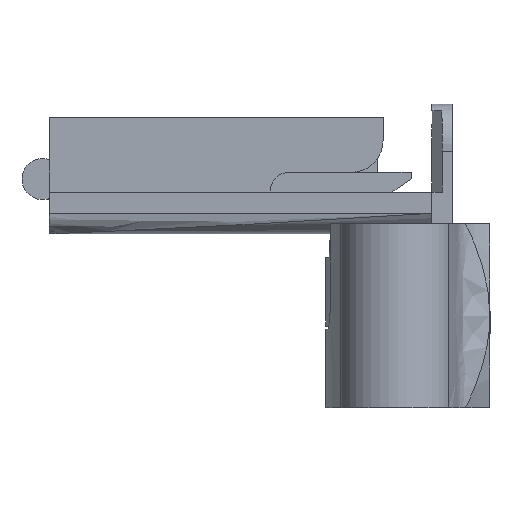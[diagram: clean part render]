
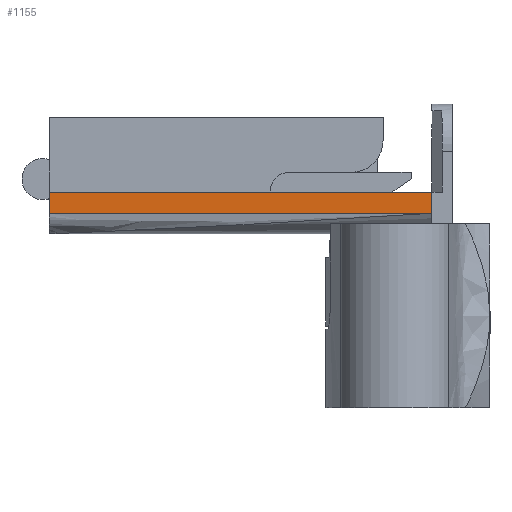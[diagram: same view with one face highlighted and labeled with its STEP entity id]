
A CAD part, left-side view. The second image highlights one B-rep face of the part: STEP entity #1155.
In plain terms, the highlighted face is planar.
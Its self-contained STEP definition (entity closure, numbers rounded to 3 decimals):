
#67 = PLANE('',#68);
#68 = AXIS2_PLACEMENT_3D('',#69,#70,#71);
#69 = CARTESIAN_POINT('',(0.,3.,0.));
#70 = DIRECTION('',(0.,0.,1.));
#71 = DIRECTION('',(1.,0.,0.));
#106 = PLANE('',#107);
#107 = AXIS2_PLACEMENT_3D('',#108,#109,#110);
#108 = CARTESIAN_POINT('',(-2.822,11.9,-5.102));
#109 = DIRECTION('',(0.,-1.,0.));
#110 = DIRECTION('',(-0.035,0.,
    0.999));
#280 = VERTEX_POINT('',#281);
#281 = CARTESIAN_POINT('',(37.,11.9,0.));
#300 = EDGE_CURVE('',#280,#301,#303,.T.);
#301 = VERTEX_POINT('',#302);
#302 = CARTESIAN_POINT('',(37.,15.,0.));
#303 = SURFACE_CURVE('',#304,(#308,#315),.PCURVE_S1.);
#304 = LINE('',#305,#306);
#305 = CARTESIAN_POINT('',(37.,3.,0.));
#306 = VECTOR('',#307,1.);
#307 = DIRECTION('',(0.,1.,0.));
#308 = PCURVE('',#67,#309);
#309 = DEFINITIONAL_REPRESENTATION('',(#310),#314);
#310 = LINE('',#311,#312);
#311 = CARTESIAN_POINT('',(37.,0.));
#312 = VECTOR('',#313,1.);
#313 = DIRECTION('',(0.,1.));
#314 = ( GEOMETRIC_REPRESENTATION_CONTEXT(2) 
PARAMETRIC_REPRESENTATION_CONTEXT() REPRESENTATION_CONTEXT('2D SPACE',''
  ) );
#315 = PCURVE('',#316,#321);
#316 = PLANE('',#317);
#317 = AXIS2_PLACEMENT_3D('',#318,#319,#320);
#318 = CARTESIAN_POINT('',(37.,3.,0.));
#319 = DIRECTION('',(0.999,0.,
    -0.035));
#320 = DIRECTION('',(-0.035,0.,
    -0.999));
#321 = DEFINITIONAL_REPRESENTATION('',(#322),#326);
#322 = LINE('',#323,#324);
#323 = CARTESIAN_POINT('',(0.,0.));
#324 = VECTOR('',#325,1.);
#325 = DIRECTION('',(0.,1.));
#326 = ( GEOMETRIC_REPRESENTATION_CONTEXT(2) 
PARAMETRIC_REPRESENTATION_CONTEXT() REPRESENTATION_CONTEXT('2D SPACE',''
  ) );
#345 = CONICAL_SURFACE('',#346,3.,0.035);
#346 = AXIS2_PLACEMENT_3D('',#347,#348,#349);
#347 = CARTESIAN_POINT('',(34.,15.,0.));
#348 = DIRECTION('',(0.,0.,1.));
#349 = DIRECTION('',(1.,0.,0.));
#982 = VERTEX_POINT('',#983);
#983 = CARTESIAN_POINT('',(38.956,15.,56.));
#1113 = EDGE_CURVE('',#301,#982,#1114,.T.);
#1114 = SURFACE_CURVE('',#1115,(#1119,#1148),.PCURVE_S1.);
#1115 = LINE('',#1116,#1117);
#1116 = CARTESIAN_POINT('',(37.,15.,0.));
#1117 = VECTOR('',#1118,1.);
#1118 = DIRECTION('',(0.035,0.,
    0.999));
#1119 = PCURVE('',#345,#1120);
#1120 = DEFINITIONAL_REPRESENTATION('',(#1121),#1147);
#1121 = B_SPLINE_CURVE_WITH_KNOTS('',3,(#1122,#1123,#1124,#1125,#1126,
    #1127,#1128,#1129,#1130,#1131,#1132,#1133,#1134,#1135,#1136,#1137,
    #1138,#1139,#1140,#1141,#1142,#1143,#1144,#1145,#1146),
  .UNSPECIFIED.,.F.,.F.,(4,1,1,1,1,1,1,1,1,1,1,1,1,1,1,1,1,1,1,1,1,1,4),
  (0.,2.547,5.094,7.641,
    10.188,12.735,15.282,17.829,
    20.376,22.923,25.47,28.017,
    30.564,33.111,35.658,38.205,
    40.752,43.299,45.846,48.393,
    50.94,53.487,56.034),
  .QUASI_UNIFORM_KNOTS.);
#1122 = CARTESIAN_POINT('',(0.,0.));
#1123 = CARTESIAN_POINT('',(0.,0.848));
#1124 = CARTESIAN_POINT('',(0.,2.545));
#1125 = CARTESIAN_POINT('',(0.,5.091));
#1126 = CARTESIAN_POINT('',(0.,7.636));
#1127 = CARTESIAN_POINT('',(0.,10.182));
#1128 = CARTESIAN_POINT('',(0.,12.727));
#1129 = CARTESIAN_POINT('',(0.,15.273));
#1130 = CARTESIAN_POINT('',(0.,17.818));
#1131 = CARTESIAN_POINT('',(0.,20.364));
#1132 = CARTESIAN_POINT('',(0.,22.909));
#1133 = CARTESIAN_POINT('',(0.,25.455));
#1134 = CARTESIAN_POINT('',(0.,28.));
#1135 = CARTESIAN_POINT('',(0.,30.545));
#1136 = CARTESIAN_POINT('',(0.,33.091));
#1137 = CARTESIAN_POINT('',(0.,35.636));
#1138 = CARTESIAN_POINT('',(0.,38.182));
#1139 = CARTESIAN_POINT('',(0.,40.727));
#1140 = CARTESIAN_POINT('',(0.,43.273));
#1141 = CARTESIAN_POINT('',(0.,45.818));
#1142 = CARTESIAN_POINT('',(0.,48.364));
#1143 = CARTESIAN_POINT('',(0.,50.909));
#1144 = CARTESIAN_POINT('',(0.,53.455));
#1145 = CARTESIAN_POINT('',(0.,55.152));
#1146 = CARTESIAN_POINT('',(0.,56.));
#1147 = ( GEOMETRIC_REPRESENTATION_CONTEXT(2) 
PARAMETRIC_REPRESENTATION_CONTEXT() REPRESENTATION_CONTEXT('2D SPACE',''
  ) );
#1148 = PCURVE('',#316,#1149);
#1149 = DEFINITIONAL_REPRESENTATION('',(#1150),#1154);
#1150 = LINE('',#1151,#1152);
#1151 = CARTESIAN_POINT('',(0.,12.));
#1152 = VECTOR('',#1153,1.);
#1153 = DIRECTION('',(-1.,0.));
#1154 = ( GEOMETRIC_REPRESENTATION_CONTEXT(2) 
PARAMETRIC_REPRESENTATION_CONTEXT() REPRESENTATION_CONTEXT('2D SPACE',''
  ) );
#1155 = ADVANCED_FACE('',(#1156),#316,.T.);
#1156 = FACE_BOUND('',#1157,.T.);
#1157 = EDGE_LOOP('',(#1158,#1179,#1180,#1181));
#1158 = ORIENTED_EDGE('',*,*,#1159,.T.);
#1159 = EDGE_CURVE('',#1160,#280,#1162,.T.);
#1160 = VERTEX_POINT('',#1161);
#1161 = CARTESIAN_POINT('',(38.956,11.9,56.));
#1162 = SURFACE_CURVE('',#1163,(#1167,#1173),.PCURVE_S1.);
#1163 = LINE('',#1164,#1165);
#1164 = CARTESIAN_POINT('',(36.887,11.9,-3.242));
#1165 = VECTOR('',#1166,1.);
#1166 = DIRECTION('',(-0.035,0.,
    -0.999));
#1167 = PCURVE('',#316,#1168);
#1168 = DEFINITIONAL_REPRESENTATION('',(#1169),#1172);
#1169 = B_SPLINE_CURVE_WITH_KNOTS('',1,(#1170,#1171),.UNSPECIFIED.,.F.,
  .F.,(2,2),(-64.882,2.359),.PIECEWISE_BEZIER_KNOTS.);
#1170 = CARTESIAN_POINT('',(-61.638,8.9));
#1171 = CARTESIAN_POINT('',(5.603,8.9));
#1172 = ( GEOMETRIC_REPRESENTATION_CONTEXT(2) 
PARAMETRIC_REPRESENTATION_CONTEXT() REPRESENTATION_CONTEXT('2D SPACE',''
  ) );
#1173 = PCURVE('',#106,#1174);
#1174 = DEFINITIONAL_REPRESENTATION('',(#1175),#1178);
#1175 = B_SPLINE_CURVE_WITH_KNOTS('',1,(#1176,#1177),.UNSPECIFIED.,.F.,
  .F.,(2,2),(-64.882,2.359),.PIECEWISE_BEZIER_KNOTS.);
#1176 = CARTESIAN_POINT('',(65.196,-44.275));
#1177 = CARTESIAN_POINT('',(-1.881,-39.585));
#1178 = ( GEOMETRIC_REPRESENTATION_CONTEXT(2) 
PARAMETRIC_REPRESENTATION_CONTEXT() REPRESENTATION_CONTEXT('2D SPACE',''
  ) );
#1179 = ORIENTED_EDGE('',*,*,#300,.T.);
#1180 = ORIENTED_EDGE('',*,*,#1113,.T.);
#1181 = ORIENTED_EDGE('',*,*,#1182,.F.);
#1182 = EDGE_CURVE('',#1160,#982,#1183,.T.);
#1183 = SURFACE_CURVE('',#1184,(#1188,#1195),.PCURVE_S1.);
#1184 = LINE('',#1185,#1186);
#1185 = CARTESIAN_POINT('',(38.956,5.913,56.));
#1186 = VECTOR('',#1187,1.);
#1187 = DIRECTION('',(0.,1.,0.));
#1188 = PCURVE('',#316,#1189);
#1189 = DEFINITIONAL_REPRESENTATION('',(#1190),#1194);
#1190 = LINE('',#1191,#1192);
#1191 = CARTESIAN_POINT('',(-56.034,2.913));
#1192 = VECTOR('',#1193,1.);
#1193 = DIRECTION('',(0.,1.));
#1194 = ( GEOMETRIC_REPRESENTATION_CONTEXT(2) 
PARAMETRIC_REPRESENTATION_CONTEXT() REPRESENTATION_CONTEXT('2D SPACE',''
  ) );
#1195 = PCURVE('',#1196,#1201);
#1196 = PLANE('',#1197);
#1197 = AXIS2_PLACEMENT_3D('',#1198,#1199,#1200);
#1198 = CARTESIAN_POINT('',(38.956,19.,59.));
#1199 = DIRECTION('',(-1.,0.,0.));
#1200 = DIRECTION('',(0.,0.,1.));
#1201 = DEFINITIONAL_REPRESENTATION('',(#1202),#1206);
#1202 = LINE('',#1203,#1204);
#1203 = CARTESIAN_POINT('',(-3.,-13.087));
#1204 = VECTOR('',#1205,1.);
#1205 = DIRECTION('',(0.,1.));
#1206 = ( GEOMETRIC_REPRESENTATION_CONTEXT(2) 
PARAMETRIC_REPRESENTATION_CONTEXT() REPRESENTATION_CONTEXT('2D SPACE',''
  ) );
